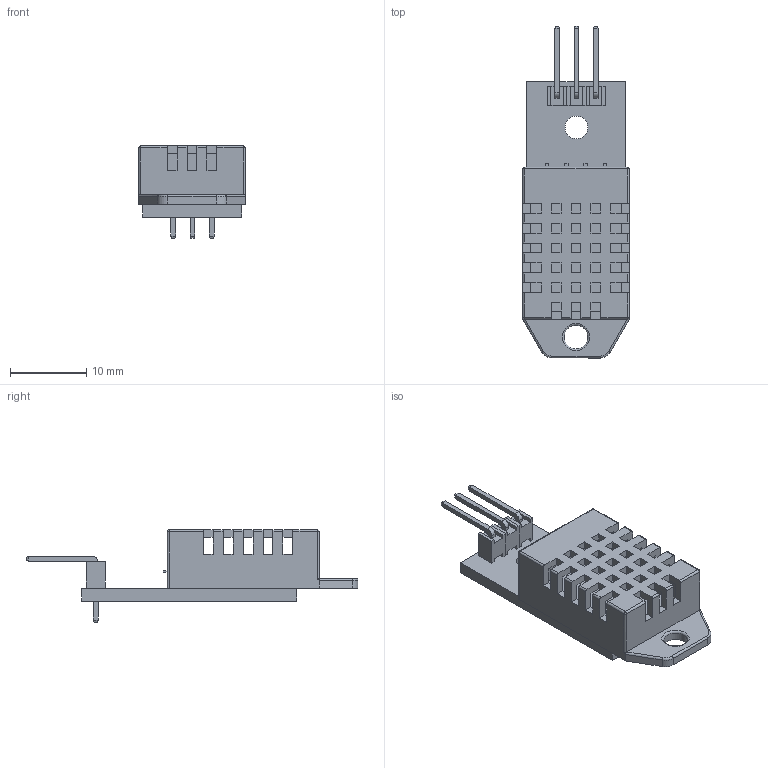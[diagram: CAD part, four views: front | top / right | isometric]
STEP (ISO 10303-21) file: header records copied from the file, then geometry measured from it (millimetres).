
FILE_DESCRIPTION(/* description */ (''),/* implementation_level */ '2;1');
FILE_NAME(/* name */ 'DHT22 Module v3.step',/* time_stamp */ '2022-01-29T17:35:00-05:00',/* author */ (''),/* organization */ (''),/* preprocessor_version */ 'ST-DEVELOPER v18.1',/* originating_system */ 'Autodesk Translation Framework v10.13.0.1454',/* authorisation */ '');
FILE_SCHEMA (('AUTOMOTIVE_DESIGN { 1 0 10303 214 3 1 1 }'));
Length unit declared in the file: millimetre
Products named in the file (4): DHT22 Module; Right angle 3 pin header; DHT22; dht22_1
Assembly tree (3 placements, depth 3):
  DHT22 Module
    Right angle 3 pin header
    DHT22
      dht22_1
Bounding box: 14 x 43.66 x 12.14 mm (x, y, z)
Volume: 1545.5 mm3; surface area: 3119 mm2
Topology: 5 solids, 5 shells, 294 faces, 854 edges, 556 vertices
Faces by surface type: plane 253, cylinder 34, sphere 4, torus 3
Full cylindrical faces by diameter (mm): 3 x1, 3.1 x1
Entity records: 9805 total; most frequent: CARTESIAN_POINT 1733, ORIENTED_EDGE 1708, DIRECTION 1527, EDGE_CURVE 854, LINE 779, VECTOR 779, VERTEX_POINT 556, AXIS2_PLACEMENT_3D 374
